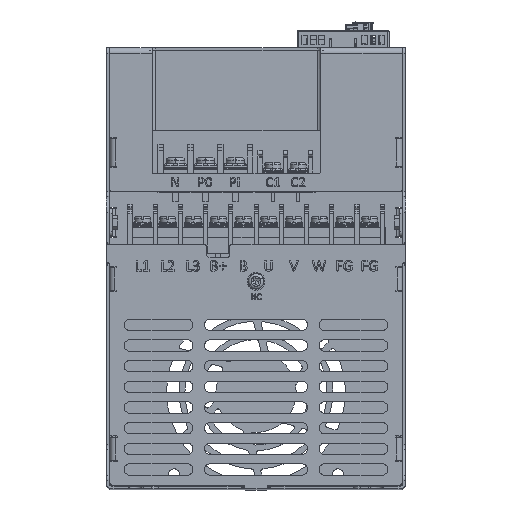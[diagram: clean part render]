
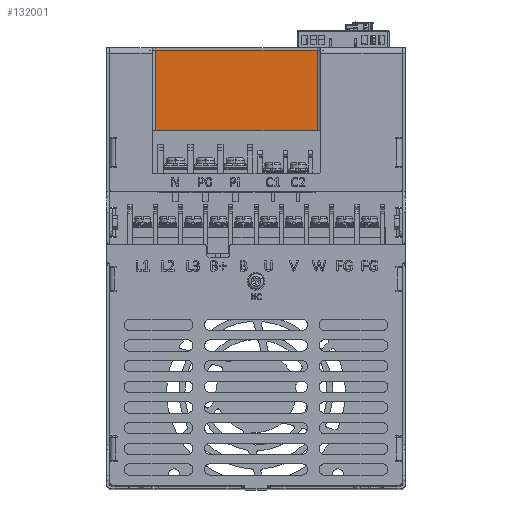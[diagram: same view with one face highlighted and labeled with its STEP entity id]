
A CAD part, top view. The second image highlights one B-rep face of the part: STEP entity #132001.
In plain terms, the highlighted planar face has unit normal (0, 0, 1).
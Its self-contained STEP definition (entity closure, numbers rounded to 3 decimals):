
#118559 = EDGE_LOOP ( 'NONE', ( #136407, #136414, #136426, #136434 ) ) ;
#123230 = EDGE_CURVE ( 'NONE', #248824, #248845, #185122, .T. ) ;
#123240 = EDGE_CURVE ( 'NONE', #248845, #248815, #185148, .T. ) ;
#123242 = EDGE_CURVE ( 'NONE', #248859, #248815, #185182, .T. ) ;
#123244 = EDGE_CURVE ( 'NONE', #248824, #248859, #185173, .T. ) ;
#132001 = ADVANCED_FACE ( 'NONE', ( #243646 ), #243668, .F. ) ;
#136407 = ORIENTED_EDGE ( 'NONE', *, *, #123240, .T. ) ;
#136414 = ORIENTED_EDGE ( 'NONE', *, *, #123242, .F. ) ;
#136426 = ORIENTED_EDGE ( 'NONE', *, *, #123244, .F. ) ;
#136434 = ORIENTED_EDGE ( 'NONE', *, *, #123230, .T. ) ;
#171098 = VECTOR ( 'NONE', #185141, 1000. ) ;
#171119 = VECTOR ( 'NONE', #185191, 1000. ) ;
#171123 = VECTOR ( 'NONE', #185180, 1000. ) ;
#171125 = VECTOR ( 'NONE', #185187, 1000. ) ;
#185122 = LINE ( 'NONE', #185125, #171098 ) ;
#185125 = CARTESIAN_POINT ( 'NONE',  ( 26.7, 82.1, 49.7 ) ) ;
#185141 = DIRECTION ( 'NONE',  ( 0., 1., 0. ) ) ;
#185148 = LINE ( 'NONE', #185150, #171123 ) ;
#185150 = CARTESIAN_POINT ( 'NONE',  ( 26.7, 117.1, 49.7 ) ) ;
#185173 = LINE ( 'NONE', #185189, #171119 ) ;
#185180 = DIRECTION ( 'NONE',  ( -1., 0., 0. ) ) ;
#185182 = LINE ( 'NONE', #185185, #171125 ) ;
#185185 = CARTESIAN_POINT ( 'NONE',  ( -43.8, 82.1, 49.7 ) ) ;
#185187 = DIRECTION ( 'NONE',  ( 0., 1., 0. ) ) ;
#185189 = CARTESIAN_POINT ( 'NONE',  ( 26.7, 82.1, 49.7 ) ) ;
#185191 = DIRECTION ( 'NONE',  ( -1., 0., 0. ) ) ;
#228987 = AXIS2_PLACEMENT_3D ( 'NONE', #243673, #243678, #243683 ) ;
#243646 = FACE_OUTER_BOUND ( 'NONE', #118559, .T. ) ;
#243668 = PLANE ( 'NONE',  #228987 ) ;
#243673 = CARTESIAN_POINT ( 'NONE',  ( 26.7, 82.1, 49.7 ) ) ;
#243678 = DIRECTION ( 'NONE',  ( 0., 0., -1. ) ) ;
#243683 = DIRECTION ( 'NONE',  ( -1., 0., 0. ) ) ;
#248815 = VERTEX_POINT ( 'NONE', #264377 ) ;
#248824 = VERTEX_POINT ( 'NONE', #264387 ) ;
#248845 = VERTEX_POINT ( 'NONE', #264410 ) ;
#248859 = VERTEX_POINT ( 'NONE', #264424 ) ;
#264377 = CARTESIAN_POINT ( 'NONE',  ( -43.8, 117.1, 49.7 ) ) ;
#264387 = CARTESIAN_POINT ( 'NONE',  ( 26.7, 82.1, 49.7 ) ) ;
#264410 = CARTESIAN_POINT ( 'NONE',  ( 26.7, 117.1, 49.7 ) ) ;
#264424 = CARTESIAN_POINT ( 'NONE',  ( -43.8, 82.1, 49.7 ) ) ;
